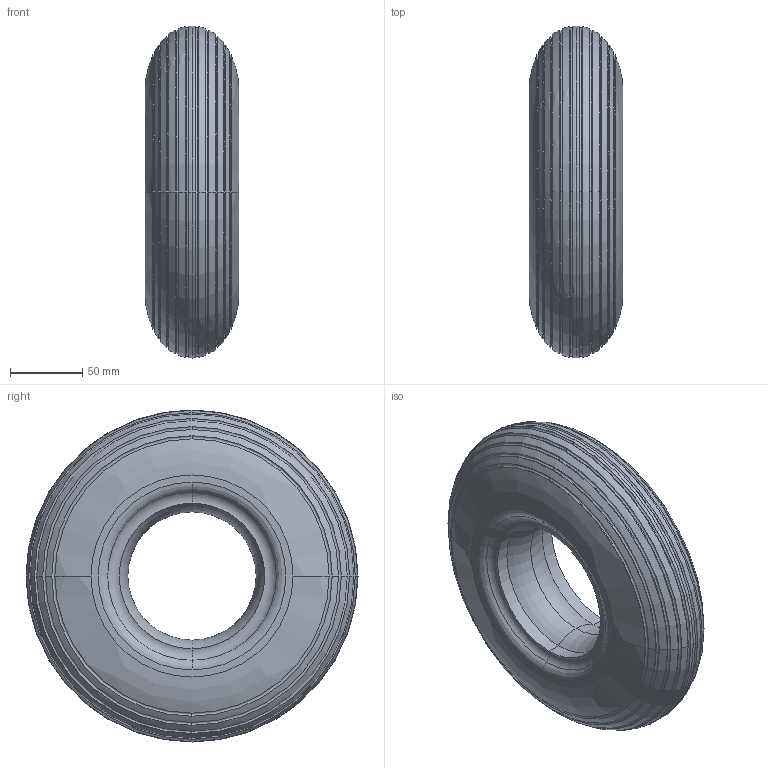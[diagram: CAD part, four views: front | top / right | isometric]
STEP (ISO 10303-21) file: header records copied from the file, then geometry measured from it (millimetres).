
FILE_DESCRIPTION (( 'STEP AP214' ), '1' );
FILE_NAME ('0023817.step', '2022-12-07T12:09:50', ( '' ), ( '' ), 'SwSTEP 2.0', 'SolidWorks 2020', '' );
FILE_SCHEMA (( 'AUTOMOTIVE_DESIGN' ));
Length unit declared in the file: millimetre
Products named in the file (1): 0023817
Bounding box: 65 x 230 x 230 mm (x, y, z)
Volume: 243974.6 mm3; surface area: 216021.6 mm2
Topology: 1 solids, 2 shells, 102 faces, 244 edges, 146 vertices
Faces by surface type: torus 64, bspline 26, cylinder 8, plane 4
Entity records: 3476 total; most frequent: CARTESIAN_POINT 1071, DIRECTION 582, ORIENTED_EDGE 488, AXIS2_PLACEMENT_3D 287, EDGE_CURVE 244, CIRCLE 210, VERTEX_POINT 146, EDGE_LOOP 106
